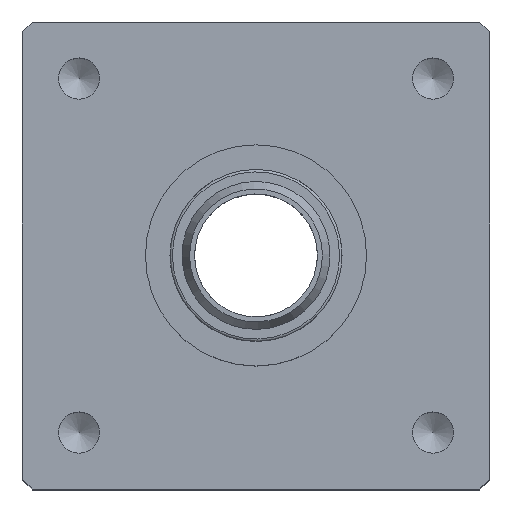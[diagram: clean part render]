
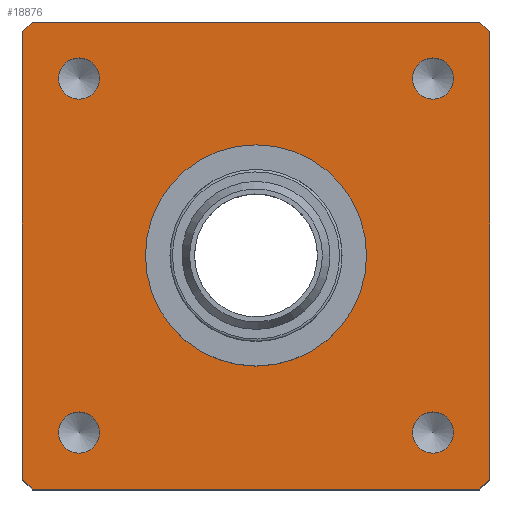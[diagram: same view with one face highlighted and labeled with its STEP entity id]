
A CAD part, top view. The second image highlights one B-rep face of the part: STEP entity #18876.
In plain terms, the highlighted planar face has unit normal (0, 0, 1).
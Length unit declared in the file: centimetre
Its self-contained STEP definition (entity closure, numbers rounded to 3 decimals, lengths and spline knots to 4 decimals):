
#317=CIRCLE($,#19443,0.4188);
#318=CIRCLE($,#19444,0.4188);
#319=CIRCLE($,#19445,0.4188);
#320=CIRCLE($,#19446,0.4188);
#321=CIRCLE($,#19447,2.25);
#572=FACE_BOUND($,#3048,.T.);
#573=FACE_BOUND($,#3049,.T.);
#574=FACE_BOUND($,#3050,.T.);
#575=FACE_BOUND($,#3051,.T.);
#576=FACE_BOUND($,#3052,.T.);
#905=PLANE($,#19442);
#1875=FACE_OUTER_BOUND($,#3047,.T.);
#3047=EDGE_LOOP($,(#16456,#16457,#16458,#16459,#16460,#16461,#16462,#16463));
#3048=EDGE_LOOP($,(#16464));
#3049=EDGE_LOOP($,(#16465));
#3050=EDGE_LOOP($,(#16466));
#3051=EDGE_LOOP($,(#16467));
#3052=EDGE_LOOP($,(#16468));
#3838=LINE($,#26083,#4967);
#4462=LINE($,#38121,#5591);
#4468=LINE($,#38221,#5597);
#4469=LINE($,#38269,#5598);
#4471=LINE($,#38272,#5600);
#4472=LINE($,#38274,#5601);
#4473=LINE($,#38276,#5602);
#4474=LINE($,#38277,#5603);
#4967=VECTOR($,#20455,9.1);
#5591=VECTOR($,#21305,9.1);
#5597=VECTOR($,#21393,9.1);
#5598=VECTOR($,#21448,0.2828);
#5600=VECTOR($,#21452,0.2828);
#5601=VECTOR($,#21453,0.2828);
#5602=VECTOR($,#21454,9.1);
#5603=VECTOR($,#21455,0.2828);
#7491=VERTEX_POINT($,#26077);
#7493=VERTEX_POINT($,#26081);
#8592=VERTEX_POINT($,#38117);
#8594=VERTEX_POINT($,#38120);
#8621=VERTEX_POINT($,#38215);
#8623=VERTEX_POINT($,#38219);
#8636=VERTEX_POINT($,#38273);
#8637=VERTEX_POINT($,#38275);
#8638=VERTEX_POINT($,#38278);
#8639=VERTEX_POINT($,#38280);
#8640=VERTEX_POINT($,#38282);
#8641=VERTEX_POINT($,#38284);
#8642=VERTEX_POINT($,#38286);
#9589=EDGE_CURVE($,#7493,#7491,#3838,.T.);
#11267=EDGE_CURVE($,#8592,#8594,#4462,.T.);
#11302=EDGE_CURVE($,#8623,#8621,#4468,.T.);
#11320=EDGE_CURVE($,#7491,#8592,#4469,.T.);
#11322=EDGE_CURVE($,#8621,#7493,#4471,.T.);
#11323=EDGE_CURVE($,#8636,#8623,#4472,.T.);
#11324=EDGE_CURVE($,#8637,#8636,#4473,.T.);
#11325=EDGE_CURVE($,#8594,#8637,#4474,.T.);
#11326=EDGE_CURVE($,#8638,#8638,#317,.T.);
#11327=EDGE_CURVE($,#8639,#8639,#318,.T.);
#11328=EDGE_CURVE($,#8640,#8640,#319,.T.);
#11329=EDGE_CURVE($,#8641,#8641,#320,.T.);
#11330=EDGE_CURVE($,#8642,#8642,#321,.T.);
#16456=ORIENTED_EDGE($,*,*,#11320,.F.);
#16457=ORIENTED_EDGE($,*,*,#9589,.F.);
#16458=ORIENTED_EDGE($,*,*,#11322,.F.);
#16459=ORIENTED_EDGE($,*,*,#11302,.F.);
#16460=ORIENTED_EDGE($,*,*,#11323,.F.);
#16461=ORIENTED_EDGE($,*,*,#11324,.F.);
#16462=ORIENTED_EDGE($,*,*,#11325,.F.);
#16463=ORIENTED_EDGE($,*,*,#11267,.F.);
#16464=ORIENTED_EDGE($,*,*,#11326,.T.);
#16465=ORIENTED_EDGE($,*,*,#11327,.T.);
#16466=ORIENTED_EDGE($,*,*,#11328,.T.);
#16467=ORIENTED_EDGE($,*,*,#11329,.T.);
#16468=ORIENTED_EDGE($,*,*,#11330,.F.);
#18876=ADVANCED_FACE($,(#1875,#572,#573,#574,#575,#576),#905,.F.);
#19442=AXIS2_PLACEMENT_3D($,#38271,#21450,#21451);
#19443=AXIS2_PLACEMENT_3D($,#38279,#21456,#21457);
#19444=AXIS2_PLACEMENT_3D($,#38281,#21458,#21459);
#19445=AXIS2_PLACEMENT_3D($,#38283,#21460,#21461);
#19446=AXIS2_PLACEMENT_3D($,#38285,#21462,#21463);
#19447=AXIS2_PLACEMENT_3D($,#38287,#21464,#21465);
#20455=DIRECTION($,(1.,0.,0.));
#21305=DIRECTION($,(0.,-1.,0.));
#21393=DIRECTION($,(0.,1.,0.));
#21448=DIRECTION($,(0.707,-0.707,0.));
#21450=DIRECTION('center_axis',(0.,0.,-1.));
#21451=DIRECTION('ref_axis',(-1.,0.,0.));
#21452=DIRECTION($,(0.707,0.707,0.));
#21453=DIRECTION($,(-0.707,0.707,0.));
#21454=DIRECTION($,(-1.,0.,0.));
#21455=DIRECTION($,(-0.707,-0.707,0.));
#21456=DIRECTION('center_axis',(0.,0.,-1.));
#21457=DIRECTION('ref_axis',(1.,0.,0.));
#21458=DIRECTION('center_axis',(0.,0.,-1.));
#21459=DIRECTION('ref_axis',(1.,0.,0.));
#21460=DIRECTION('center_axis',(0.,0.,-1.));
#21461=DIRECTION('ref_axis',(1.,0.,0.));
#21462=DIRECTION('center_axis',(0.,0.,-1.));
#21463=DIRECTION('ref_axis',(1.,0.,0.));
#21464=DIRECTION('center_axis',(0.,0.,1.));
#21465=DIRECTION('ref_axis',(1.,0.,0.));
#26077=CARTESIAN_POINT('',(5.55,5.75,6.));
#26081=CARTESIAN_POINT('',(-3.55,5.75,6.));
#26083=CARTESIAN_POINT($,(-3.55,5.75,6.));
#38117=CARTESIAN_POINT('',(5.75,5.55,6.));
#38120=CARTESIAN_POINT('',(5.75,-3.55,6.));
#38121=CARTESIAN_POINT($,(5.75,5.55,6.));
#38215=CARTESIAN_POINT('',(-3.75,5.55,6.));
#38219=CARTESIAN_POINT('',(-3.75,-3.55,6.));
#38221=CARTESIAN_POINT($,(-3.75,-3.55,6.));
#38269=CARTESIAN_POINT($,(5.55,5.75,6.));
#38271=CARTESIAN_POINT('Origin',(6.3134,1.,6.));
#38272=CARTESIAN_POINT($,(-3.75,5.55,6.));
#38273=CARTESIAN_POINT('',(-3.55,-3.75,6.));
#38274=CARTESIAN_POINT($,(-3.55,-3.75,6.));
#38275=CARTESIAN_POINT('',(5.55,-3.75,6.));
#38276=CARTESIAN_POINT($,(5.55,-3.75,6.));
#38277=CARTESIAN_POINT($,(5.75,-3.55,6.));
#38278=CARTESIAN_POINT('',(-2.1812,4.6,6.));
#38279=CARTESIAN_POINT('Origin',(-2.6,4.6,6.));
#38280=CARTESIAN_POINT('',(5.0188,4.6,6.));
#38281=CARTESIAN_POINT('Origin',(4.6,4.6,6.));
#38282=CARTESIAN_POINT('',(-2.1812,-2.6,6.));
#38283=CARTESIAN_POINT('Origin',(-2.6,-2.6,6.));
#38284=CARTESIAN_POINT('',(5.0188,-2.6,6.));
#38285=CARTESIAN_POINT('Origin',(4.6,-2.6,6.));
#38286=CARTESIAN_POINT('',(3.25,1.,6.));
#38287=CARTESIAN_POINT('Origin',(1.,1.,6.));
